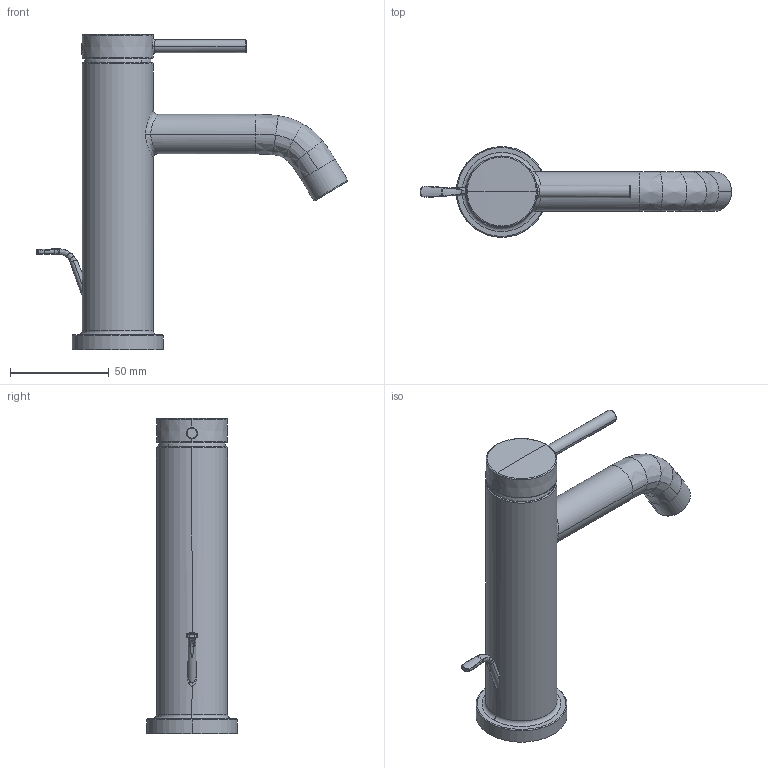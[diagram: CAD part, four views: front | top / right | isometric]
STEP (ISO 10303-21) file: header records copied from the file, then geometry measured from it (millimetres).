
FILE_DESCRIPTION(('CATIA V6 STEP','CAx-IF Rec.Pracs.--- Model Styling and Organization---1.5--- 2016-08-15','CAx-IF Rec.Pracs.---Supplemental Geometry---1.0---2011-11-01','CAx-IF Rec.Pracs.--- Composite Materials ---3.4---2017-06-13','CAx-IF Rec.Pracs.---Tessellated 3D Geometry---1.0---2015-12-17'),'2;1');
FILE_NAME('prd-HG-00232712.stp','2022-08-16T13:00:00+00:00',('none'),('none'),'3DEXPERIENCE Platform3DEXPERIENCE R2021x HotFix 8','3DEXPERIENCE Platform STEP AP242 v2','none');
FILE_SCHEMA(('AP242_MANAGED_MODEL_BASED_3D_ENGINEERING_MIM_LF {1 0 10303 442 1 1 4}'));
Length unit declared in the file: millimetre
Products named in the file (7): P-2_HG_Tecturis_S_WTM_80_CoolSt.m.Zug.; P-2_GK_WTM_basic_80_BetterSlimS_m.Z.; P-2_SR_CA-M16,5x1_HC_1,2gpm-air_rosa; P-2_Griffrosette_M25S_VHG_D36; P-2_Griff_M25XS_VHG_BetterSlimS; V5_Griffstopfen_KHM_M54; V5_P_2_Zugstange_Griff_flach_(EB_3-L_WTM)
Assembly tree (6 placements, depth 2):
  P-2_HG_Tecturis_S_WTM_80_CoolSt.m.Zug.
    P-2_GK_WTM_basic_80_BetterSlimS_m.Z.
    P-2_SR_CA-M16,5x1_HC_1,2gpm-air_rosa
    P-2_Griffrosette_M25S_VHG_D36
    P-2_Griff_M25XS_VHG_BetterSlimS
    V5_Griffstopfen_KHM_M54
    V5_P_2_Zugstange_Griff_flach_(EB_3-L_WTM)
Bounding box: 157.48 x 46 x 159.5 mm (x, y, z)
Volume: 206782.1 mm3; surface area: 35822 mm2
Topology: 6 solids, 6 shells, 878 faces, 2203 edges, 1393 vertices
Faces by surface type: plane 561, bspline 134, cylinder 83, torus 65, cone 27, sphere 7, revolution 1
Entity records: 32939 total; most frequent: CARTESIAN_POINT 13323, ORIENTED_EDGE 4392, DIRECTION 3207, EDGE_CURVE 2196, VECTOR 1433, LINE 1433, VERTEX_POINT 1393, AXIS2_PLACEMENT_3D 1055
